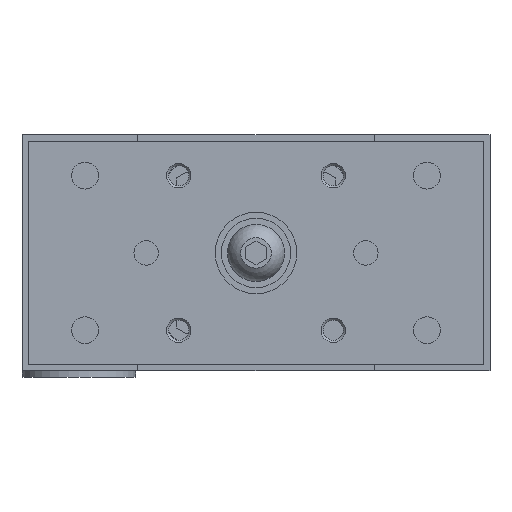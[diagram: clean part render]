
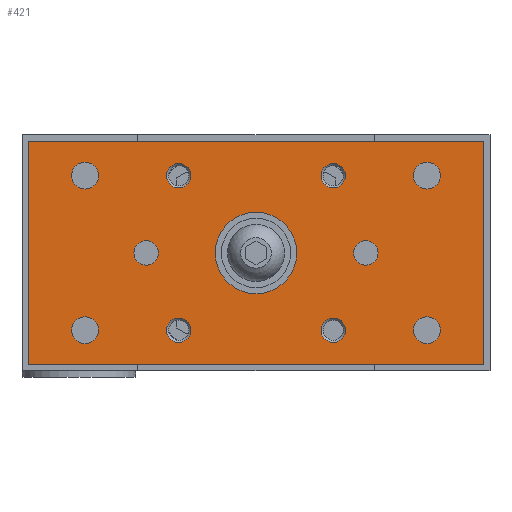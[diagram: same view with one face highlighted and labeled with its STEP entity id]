
A CAD part, left-side view. The second image highlights one B-rep face of the part: STEP entity #421.
In plain terms, the highlighted planar face has unit normal (-1, 0, 0).
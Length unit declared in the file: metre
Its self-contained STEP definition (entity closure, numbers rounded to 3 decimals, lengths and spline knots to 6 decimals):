
#421 = ADVANCED_FACE( '', ( #1185, #1186, #1187, #1188, #1189, #1190, #1191, #1192, #1193, #1194, #1195, #1196 ), #1197, .F. );
#1185 = FACE_BOUND( '', #2573, .T. );
#1186 = FACE_BOUND( '', #2574, .T. );
#1187 = FACE_BOUND( '', #2575, .T. );
#1188 = FACE_BOUND( '', #2576, .T. );
#1189 = FACE_BOUND( '', #2577, .T. );
#1190 = FACE_BOUND( '', #2578, .T. );
#1191 = FACE_BOUND( '', #2579, .T. );
#1192 = FACE_BOUND( '', #2580, .T. );
#1193 = FACE_BOUND( '', #2581, .T. );
#1194 = FACE_BOUND( '', #2582, .T. );
#1195 = FACE_BOUND( '', #2583, .T. );
#1196 = FACE_OUTER_BOUND( '', #2584, .T. );
#1197 = PLANE( '', #2585 );
#2573 = EDGE_LOOP( '', ( #3993 ) );
#2574 = EDGE_LOOP( '', ( #3994 ) );
#2575 = EDGE_LOOP( '', ( #3995 ) );
#2576 = EDGE_LOOP( '', ( #3996 ) );
#2577 = EDGE_LOOP( '', ( #3997 ) );
#2578 = EDGE_LOOP( '', ( #3998 ) );
#2579 = EDGE_LOOP( '', ( #3999 ) );
#2580 = EDGE_LOOP( '', ( #4000 ) );
#2581 = EDGE_LOOP( '', ( #4001 ) );
#2582 = EDGE_LOOP( '', ( #4002 ) );
#2583 = EDGE_LOOP( '', ( #4003 ) );
#2584 = EDGE_LOOP( '', ( #4004, #4005, #4006, #4007 ) );
#2585 = AXIS2_PLACEMENT_3D( '', #4008, #4009, #4010 );
#3993 = ORIENTED_EDGE( '', *, *, #6584, .T. );
#3994 = ORIENTED_EDGE( '', *, *, #6610, .T. );
#3995 = ORIENTED_EDGE( '', *, *, #6611, .F. );
#3996 = ORIENTED_EDGE( '', *, *, #6612, .F. );
#3997 = ORIENTED_EDGE( '', *, *, #6613, .T. );
#3998 = ORIENTED_EDGE( '', *, *, #6614, .F. );
#3999 = ORIENTED_EDGE( '', *, *, #6615, .T. );
#4000 = ORIENTED_EDGE( '', *, *, #6616, .T. );
#4001 = ORIENTED_EDGE( '', *, *, #6617, .F. );
#4002 = ORIENTED_EDGE( '', *, *, #6618, .F. );
#4003 = ORIENTED_EDGE( '', *, *, #6590, .T. );
#4004 = ORIENTED_EDGE( '', *, *, #6607, .T. );
#4005 = ORIENTED_EDGE( '', *, *, #6619, .T. );
#4006 = ORIENTED_EDGE( '', *, *, #6620, .T. );
#4007 = ORIENTED_EDGE( '', *, *, #6621, .T. );
#4008 = CARTESIAN_POINT( '', ( -0.022, -0.056, -0.0565 ) );
#4009 = DIRECTION( '', ( 1., 0., 0. ) );
#4010 = DIRECTION( '', ( 0., 1., 0. ) );
#6584 = EDGE_CURVE( '', #7578, #7578, #7579, .T. );
#6590 = EDGE_CURVE( '', #7588, #7588, #7589, .T. );
#6607 = EDGE_CURVE( '', #7619, #7617, #7620, .T. );
#6610 = EDGE_CURVE( '', #7623, #7623, #7624, .T. );
#6611 = EDGE_CURVE( '', #7625, #7625, #7626, .T. );
#6612 = EDGE_CURVE( '', #7627, #7627, #7628, .T. );
#6613 = EDGE_CURVE( '', #7629, #7629, #7630, .T. );
#6614 = EDGE_CURVE( '', #7631, #7631, #7632, .T. );
#6615 = EDGE_CURVE( '', #7633, #7633, #7634, .T. );
#6616 = EDGE_CURVE( '', #7635, #7635, #7636, .T. );
#6617 = EDGE_CURVE( '', #7637, #7637, #7638, .T. );
#6618 = EDGE_CURVE( '', #7639, #7639, #7640, .T. );
#6619 = EDGE_CURVE( '', #7617, #7641, #7642, .T. );
#6620 = EDGE_CURVE( '', #7641, #7643, #7644, .T. );
#6621 = EDGE_CURVE( '', #7643, #7619, #7645, .T. );
#7578 = VERTEX_POINT( '', #9018 );
#7579 = CIRCLE( '', #9019, 0.01 );
#7588 = VERTEX_POINT( '', #9028 );
#7589 = CIRCLE( '', #9029, 0.0033 );
#7617 = VERTEX_POINT( '', #9066 );
#7619 = VERTEX_POINT( '', #9069 );
#7620 = LINE( '', #9070, #9071 );
#7623 = VERTEX_POINT( '', #9075 );
#7624 = CIRCLE( '', #9076, 0.003 );
#7625 = VERTEX_POINT( '', #9077 );
#7626 = CIRCLE( '', #9078, 0.003 );
#7627 = VERTEX_POINT( '', #9079 );
#7628 = CIRCLE( '', #9080, 0.003 );
#7629 = VERTEX_POINT( '', #9081 );
#7630 = CIRCLE( '', #9082, 0.003 );
#7631 = VERTEX_POINT( '', #9083 );
#7632 = CIRCLE( '', #9084, 0.003 );
#7633 = VERTEX_POINT( '', #9085 );
#7634 = CIRCLE( '', #9086, 0.003 );
#7635 = VERTEX_POINT( '', #9087 );
#7636 = CIRCLE( '', #9088, 0.0033 );
#7637 = VERTEX_POINT( '', #9089 );
#7638 = CIRCLE( '', #9090, 0.0033 );
#7639 = VERTEX_POINT( '', #9091 );
#7640 = CIRCLE( '', #9092, 0.0033 );
#7641 = VERTEX_POINT( '', #9093 );
#7642 = LINE( '', #9094, #9095 );
#7643 = VERTEX_POINT( '', #9096 );
#7644 = LINE( '', #9097, #9098 );
#7645 = LINE( '', #9099, #9100 );
#9018 = CARTESIAN_POINT( '', ( -0.022, 0., -0.039 ) );
#9019 = AXIS2_PLACEMENT_3D( '', #11266, #11267, #11268 );
#9028 = CARTESIAN_POINT( '', ( -0.022, 0.042, -0.0067 ) );
#9029 = AXIS2_PLACEMENT_3D( '', #11278, #11279, #11280 );
#9066 = CARTESIAN_POINT( '', ( -0.022, -0.056, -0.0015 ) );
#9069 = CARTESIAN_POINT( '', ( -0.022, -0.056, -0.0565 ) );
#9070 = CARTESIAN_POINT( '', ( -0.022, -0.056, -0.0565 ) );
#9071 = VECTOR( '', #11297, 1. );
#9075 = CARTESIAN_POINT( '', ( -0.022, -0.019, -0.045 ) );
#9076 = AXIS2_PLACEMENT_3D( '', #11299, #11300, #11301 );
#9077 = CARTESIAN_POINT( '', ( -0.022, 0.019, -0.045 ) );
#9078 = AXIS2_PLACEMENT_3D( '', #11302, #11303, #11304 );
#9079 = CARTESIAN_POINT( '', ( -0.022, -0.019, -0.013 ) );
#9080 = AXIS2_PLACEMENT_3D( '', #11305, #11306, #11307 );
#9081 = CARTESIAN_POINT( '', ( -0.022, 0.019, -0.013 ) );
#9082 = AXIS2_PLACEMENT_3D( '', #11308, #11309, #11310 );
#9083 = CARTESIAN_POINT( '', ( -0.022, -0.027, -0.032 ) );
#9084 = AXIS2_PLACEMENT_3D( '', #11311, #11312, #11313 );
#9085 = CARTESIAN_POINT( '', ( -0.022, 0.027, -0.032 ) );
#9086 = AXIS2_PLACEMENT_3D( '', #11314, #11315, #11316 );
#9087 = CARTESIAN_POINT( '', ( -0.022, -0.042, -0.0513 ) );
#9088 = AXIS2_PLACEMENT_3D( '', #11317, #11318, #11319 );
#9089 = CARTESIAN_POINT( '', ( -0.022, 0.042, -0.0513 ) );
#9090 = AXIS2_PLACEMENT_3D( '', #11320, #11321, #11322 );
#9091 = CARTESIAN_POINT( '', ( -0.022, -0.042, -0.0067 ) );
#9092 = AXIS2_PLACEMENT_3D( '', #11323, #11324, #11325 );
#9093 = CARTESIAN_POINT( '', ( -0.022, 0.056, -0.0015 ) );
#9094 = CARTESIAN_POINT( '', ( -0.022, -0.056, -0.0015 ) );
#9095 = VECTOR( '', #11326, 1. );
#9096 = CARTESIAN_POINT( '', ( -0.022, 0.056, -0.0565 ) );
#9097 = CARTESIAN_POINT( '', ( -0.022, 0.056, -0.0015 ) );
#9098 = VECTOR( '', #11327, 1. );
#9099 = CARTESIAN_POINT( '', ( -0.022, 0.056, -0.0565 ) );
#9100 = VECTOR( '', #11328, 1. );
#11266 = CARTESIAN_POINT( '', ( -0.022, 0., -0.029 ) );
#11267 = DIRECTION( '', ( 1., 0., 0. ) );
#11268 = DIRECTION( '', ( 0., 0., -1. ) );
#11278 = CARTESIAN_POINT( '', ( -0.022, 0.042, -0.01 ) );
#11279 = DIRECTION( '', ( 1., 0., 0. ) );
#11280 = DIRECTION( '', ( 0., 0., 1. ) );
#11297 = DIRECTION( '', ( 0., 0., 1. ) );
#11299 = CARTESIAN_POINT( '', ( -0.022, -0.019, -0.048 ) );
#11300 = DIRECTION( '', ( 1., 0., 0. ) );
#11301 = DIRECTION( '', ( 0., 0., 1. ) );
#11302 = CARTESIAN_POINT( '', ( -0.022, 0.019, -0.048 ) );
#11303 = DIRECTION( '', ( -1., 0., 0. ) );
#11304 = DIRECTION( '', ( 0., 0., 1. ) );
#11305 = CARTESIAN_POINT( '', ( -0.022, -0.019, -0.01 ) );
#11306 = DIRECTION( '', ( -1., 0., 0. ) );
#11307 = DIRECTION( '', ( 0., 0., -1. ) );
#11308 = CARTESIAN_POINT( '', ( -0.022, 0.019, -0.01 ) );
#11309 = DIRECTION( '', ( 1., 0., 0. ) );
#11310 = DIRECTION( '', ( 0., 0., -1. ) );
#11311 = CARTESIAN_POINT( '', ( -0.022, -0.027, -0.029 ) );
#11312 = DIRECTION( '', ( -1., 0., 0. ) );
#11313 = DIRECTION( '', ( 0., 0., -1. ) );
#11314 = CARTESIAN_POINT( '', ( -0.022, 0.027, -0.029 ) );
#11315 = DIRECTION( '', ( 1., 0., 0. ) );
#11316 = DIRECTION( '', ( 0., 0., -1. ) );
#11317 = CARTESIAN_POINT( '', ( -0.022, -0.042, -0.048 ) );
#11318 = DIRECTION( '', ( 1., 0., 0. ) );
#11319 = DIRECTION( '', ( 0., 0., -1. ) );
#11320 = CARTESIAN_POINT( '', ( -0.022, 0.042, -0.048 ) );
#11321 = DIRECTION( '', ( -1., 0., 0. ) );
#11322 = DIRECTION( '', ( 0., 0., -1. ) );
#11323 = CARTESIAN_POINT( '', ( -0.022, -0.042, -0.01 ) );
#11324 = DIRECTION( '', ( -1., 0., 0. ) );
#11325 = DIRECTION( '', ( 0., 0., 1. ) );
#11326 = DIRECTION( '', ( 0., 1., 0. ) );
#11327 = DIRECTION( '', ( 0., 0., -1. ) );
#11328 = DIRECTION( '', ( 0., -1., 0. ) );
